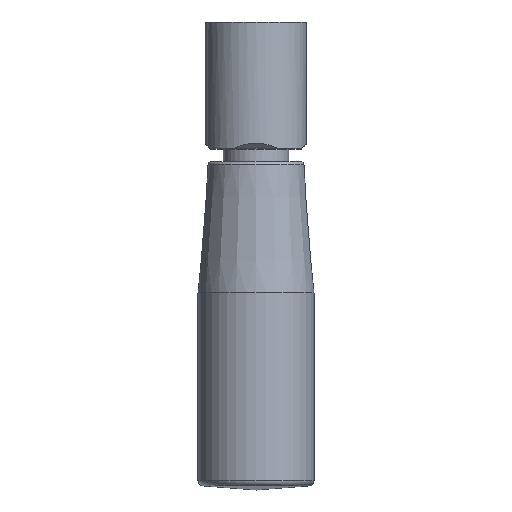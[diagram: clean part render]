
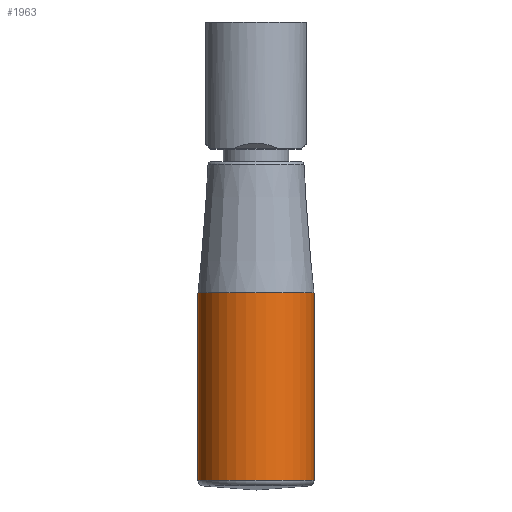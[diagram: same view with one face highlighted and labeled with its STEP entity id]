
A CAD part, top view. The second image highlights one B-rep face of the part: STEP entity #1963.
In plain terms, the highlighted cylindrical face has radius 11.5 mm (diameter 23 mm), a full revolution.
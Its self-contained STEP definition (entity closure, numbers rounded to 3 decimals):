
#626=ORIENTED_EDGE('',*,*,#1155,.F.);
#627=ORIENTED_EDGE('',*,*,#1154,.T.);
#1154=EDGE_CURVE('',#1420,#1420,#1590,.T.);
#1155=EDGE_CURVE('',#1421,#1421,#1591,.T.);
#1420=VERTEX_POINT('',#3388);
#1421=VERTEX_POINT('',#3391);
#1590=CIRCLE('',#2744,11.5);
#1591=CIRCLE('',#2746,11.5);
#1609=EDGE_LOOP('',(#626));
#1610=EDGE_LOOP('',(#627));
#1730=FACE_BOUND('',#1609,.T.);
#1731=FACE_BOUND('',#1610,.T.);
#1845=CYLINDRICAL_SURFACE('',#2745,11.5);
#1963=ADVANCED_FACE('',(#1730,#1731),#1845,.T.);
#2744=AXIS2_PLACEMENT_3D('',#3387,#2885,#2886);
#2745=AXIS2_PLACEMENT_3D('',#3389,#2887,#2888);
#2746=AXIS2_PLACEMENT_3D('',#3390,#2889,#2890);
#2885=DIRECTION('',(0.,-1.,0.));
#2886=DIRECTION('',(0.,0.,1.));
#2887=DIRECTION('',(0.,1.,0.));
#2888=DIRECTION('',(0.,0.,1.));
#2889=DIRECTION('',(0.,-1.,0.));
#2890=DIRECTION('',(0.,0.,1.));
#3387=CARTESIAN_POINT('',(0.,-53.5,-40.));
#3388=CARTESIAN_POINT('',(0.,-53.5,-28.5));
#3389=CARTESIAN_POINT('',(0.,-72.028,-40.));
#3390=CARTESIAN_POINT('',(0.,-90.556,-40.));
#3391=CARTESIAN_POINT('',(0.,-90.556,-28.5));
